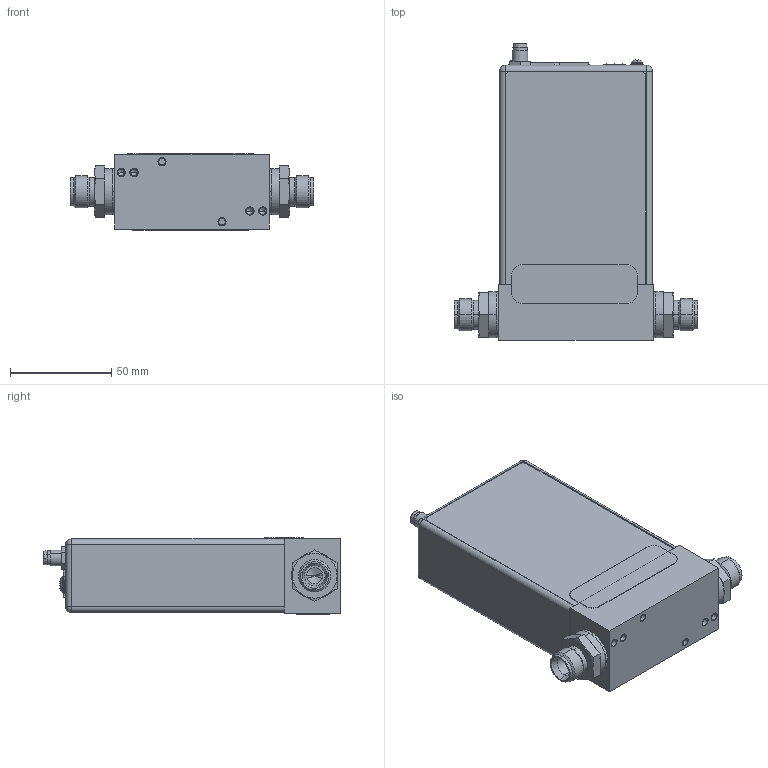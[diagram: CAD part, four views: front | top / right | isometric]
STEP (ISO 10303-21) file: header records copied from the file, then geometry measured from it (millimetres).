
FILE_DESCRIPTION((''),'2;1');
FILE_NAME('GM100A_ETHERCAT_5-PIN_8MM_TUBE_ASM','2016-11-29T',('cockrofm'),(''),'PRO/ENGINEER BY PARAMETRIC TECHNOLOGY CORPORATION, 2016100','PRO/ENGINEER BY PARAMETRIC TECHNOLOGY CORPORATION, 2016100','');
FILE_SCHEMA(('CONFIG_CONTROL_DESIGN'));
Length unit declared in the file: inch
Products named in the file (29): 1052409_FLOWBODY_1_1; PLUG_P_9_ASSY_AS_MOLDED_ANY_ASM; 1053221-001_P9_ARMATURE_ASSEMBL_ASM; 1053221-001_P9_ARMATURE_REV3_AS_ASM; 1042639-001_FRT_3_1; 122676_1_1; 119937-P9_LARGE-SINGLE_1_1; 1058567-001_ASM_1_ASM_1; 1053479_RJ45_DOUBLE_CONN_1_1; 1007235_CONN_RJ45_1_1; 1053737-005_ASM_1_ASM_1_ASM; 1011702-002_4-40_PAN-HD-SEMS_1_; 1055979_PWB_1_1; 1054851_1_1; 1054847_NUT_1_1; 1043471_LED_1_1; 1043472_LED_1_1; 1053585_SWITCH_1_1; 1055980_CCA_ASSY_ASM_1_ASM_1_ASM; 1062694_ENCLOSURE_ETHERCAT_1_1; 1200905080_1_1; 1200905080_NUT_1_1; 1062695_LABEL_TOP_ETHERCAT_1_1; 1056729_LIGHT_PIPE_1_1; 1053806_LABEL_1_1; 1054200_ECAT_STEP_ASM_1_ASM_1_ASM; GM100A_ETHERCAT_5-PIN_4VCR_ASM__ASM; 1072907_FITTING_10MM; GM100A_ETHERCAT_5-PIN_8MM_TUBE_ASM
Assembly tree (35 placements, depth 6):
  GM100A_ETHERCAT_5-PIN_8MM_TUBE_ASM
    GM100A_ETHERCAT_5-PIN_4VCR_ASM__ASM
      1054200_ECAT_STEP_ASM_1_ASM_1_ASM
        1052409_FLOWBODY_1_1
        1053221-001_P9_ARMATURE_REV3_AS_ASM
          1053221-001_P9_ARMATURE_ASSEMBL_ASM
            PLUG_P_9_ASSY_AS_MOLDED_ANY_ASM
        1042639-001_FRT_3_1
        122676_1_1
        119937-P9_LARGE-SINGLE_1_1
        1058567-001_ASM_1_ASM_1
        1053737-005_ASM_1_ASM_1_ASM
          1053479_RJ45_DOUBLE_CONN_1_1
          1007235_CONN_RJ45_1_1
        1011702-002_4-40_PAN-HD-SEMS_1_  x2
        1055980_CCA_ASSY_ASM_1_ASM_1_ASM
          1055979_PWB_1_1
          1054851_1_1
          1054847_NUT_1_1
          1043471_LED_1_1
          1043472_LED_1_1  x2
          1053585_SWITCH_1_1  x3
        1062694_ENCLOSURE_ETHERCAT_1_1
        1200905080_1_1
        1200905080_NUT_1_1
        1062695_LABEL_TOP_ETHERCAT_1_1
        1056729_LIGHT_PIPE_1_1  x3
        1053806_LABEL_1_1
    1072907_FITTING_10MM  x2
Bounding box: 119.99 x 146.58 x 37.59 mm (x, y, z)
Volume: 109897.4 mm3; surface area: 119504.1 mm2
Topology: 27 solids, 39 shells, 1111 faces, 2699 edges, 1697 vertices
Faces by surface type: plane 645, cylinder 330, cone 66, extrusion 40, torus 16, sphere 14
Entity records: 27021 total; most frequent: CARTESIAN_POINT 5239, DIRECTION 4596, ORIENTED_EDGE 4198, EDGE_CURVE 2123, AXIS2_PLACEMENT_3D 1593, VECTOR 1410, LINE 1390, VERTEX_POINT 1365
